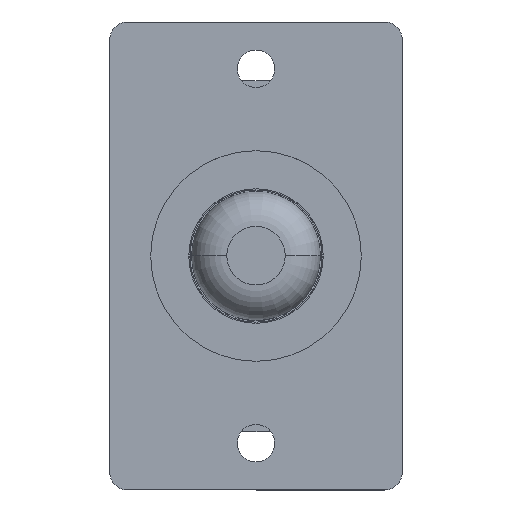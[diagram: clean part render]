
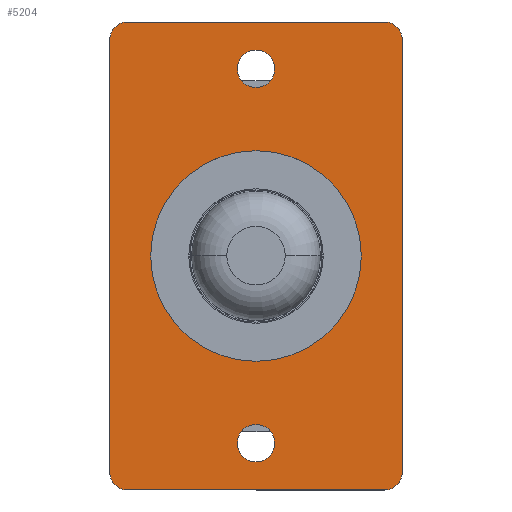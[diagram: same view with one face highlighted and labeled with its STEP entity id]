
A CAD part, top view. The second image highlights one B-rep face of the part: STEP entity #5204.
In plain terms, the highlighted planar face has unit normal (0, 0, 1).
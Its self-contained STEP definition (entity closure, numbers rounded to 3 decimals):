
#1300 = VECTOR ( 'NONE', #4663, 1000. ) ;
#1538 = VERTEX_POINT ( 'NONE', #4561 ) ;
#1539 = VERTEX_POINT ( 'NONE', #4562 ) ;
#1542 = VERTEX_POINT ( 'NONE', #4565 ) ;
#1543 = VERTEX_POINT ( 'NONE', #4566 ) ;
#1546 = VERTEX_POINT ( 'NONE', #4569 ) ;
#1547 = VERTEX_POINT ( 'NONE', #4570 ) ;
#1576 = VERTEX_POINT ( 'NONE', #4599 ) ;
#1577 = VERTEX_POINT ( 'NONE', #4600 ) ;
#1580 = VERTEX_POINT ( 'NONE', #4603 ) ;
#1581 = VERTEX_POINT ( 'NONE', #4604 ) ;
#1582 = VERTEX_POINT ( 'NONE', #4605 ) ;
#1583 = VERTEX_POINT ( 'NONE', #4606 ) ;
#1586 = VERTEX_POINT ( 'NONE', #4609 ) ;
#1587 = VERTEX_POINT ( 'NONE', #4610 ) ;
#1675 = ORIENTED_EDGE ( 'NONE', *, *, #5260, .F. ) ;
#1676 = ORIENTED_EDGE ( 'NONE', *, *, #5250, .F. ) ;
#1677 = ORIENTED_EDGE ( 'NONE', *, *, #5259, .F. ) ;
#1679 = ORIENTED_EDGE ( 'NONE', *, *, #5254, .F. ) ;
#1681 = ORIENTED_EDGE ( 'NONE', *, *, #5258, .F. ) ;
#1867 = ORIENTED_EDGE ( 'NONE', *, *, #1901, .T. ) ;
#1868 = ORIENTED_EDGE ( 'NONE', *, *, #1885, .T. ) ;
#1869 = ORIENTED_EDGE ( 'NONE', *, *, #1889, .T. ) ;
#1870 = ORIENTED_EDGE ( 'NONE', *, *, #1891, .T. ) ;
#1871 = ORIENTED_EDGE ( 'NONE', *, *, #1882, .T. ) ;
#1872 = ORIENTED_EDGE ( 'NONE', *, *, #1896, .T. ) ;
#1873 = ORIENTED_EDGE ( 'NONE', *, *, #5332, .T. ) ;
#1874 = ORIENTED_EDGE ( 'NONE', *, *, #5331, .T. ) ;
#1875 = ORIENTED_EDGE ( 'NONE', *, *, #5334, .F. ) ;
#1882 = EDGE_CURVE ( 'NONE', #1580, #1576, #4652, .T. ) ;
#1885 = EDGE_CURVE ( 'NONE', #1586, #1583, #4661, .T. ) ;
#1889 = EDGE_CURVE ( 'NONE', #1583, #1582, #5441, .T. ) ;
#1891 = EDGE_CURVE ( 'NONE', #1582, #1581, #4679, .T. ) ;
#1896 = EDGE_CURVE ( 'NONE', #1576, #1577, #5440, .T. ) ;
#1901 = EDGE_CURVE ( 'NONE', #1581, #1580, #5443, .T. ) ;
#2005 = CARTESIAN_POINT ( 'NONE',  ( 0., 0., 0. ) ) ;
#2006 = DIRECTION ( 'NONE',  ( 0., 0., 1. ) ) ;
#2007 = DIRECTION ( 'NONE',  ( 1., 0., 0. ) ) ;
#2017 = CARTESIAN_POINT ( 'NONE',  ( 0., -16., 0. ) ) ;
#2018 = DIRECTION ( 'NONE',  ( 0., 0., 1. ) ) ;
#2019 = DIRECTION ( 'NONE',  ( 1., 0., 0. ) ) ;
#2029 = CARTESIAN_POINT ( 'NONE',  ( 0., 16., 0. ) ) ;
#2030 = DIRECTION ( 'NONE',  ( 0., 0., 1. ) ) ;
#2031 = DIRECTION ( 'NONE',  ( 1., 0., 0. ) ) ;
#2032 = CARTESIAN_POINT ( 'NONE',  ( 0., -16., 0. ) ) ;
#2033 = DIRECTION ( 'NONE',  ( 0., 0., 1. ) ) ;
#2034 = DIRECTION ( 'NONE',  ( 1., 0., 0. ) ) ;
#2035 = CARTESIAN_POINT ( 'NONE',  ( 0., 16., 0. ) ) ;
#2036 = DIRECTION ( 'NONE',  ( 0., 0., 1. ) ) ;
#2037 = DIRECTION ( 'NONE',  ( 1., 0., 0. ) ) ;
#2263 = CARTESIAN_POINT ( 'NONE',  ( -11., 18.5, 0. ) ) ;
#2270 = DIRECTION ( 'NONE',  ( 0., 0., 1. ) ) ;
#2271 = DIRECTION ( 'NONE',  ( 1., 0., 0. ) ) ;
#2272 = CARTESIAN_POINT ( 'NONE',  ( 0., 0., 0. ) ) ;
#2273 = LINE ( 'NONE', #2274, #4158 ) ;
#2274 = CARTESIAN_POINT ( 'NONE',  ( -11., 20., 0. ) ) ;
#2275 = DIRECTION ( 'NONE',  ( -1., 0., 0. ) ) ;
#2279 = DIRECTION ( 'NONE',  ( 0., 0., 1. ) ) ;
#2280 = DIRECTION ( 'NONE',  ( 1., 0., 0. ) ) ;
#2909 = AXIS2_PLACEMENT_3D ( 'NONE', #2263, #2270, #2271 ) ;
#2913 = AXIS2_PLACEMENT_3D ( 'NONE', #2272, #2279, #2280 ) ;
#3453 = PLANE ( 'NONE',  #5576 ) ;
#3454 = CARTESIAN_POINT ( 'NONE',  ( 11., 18.5, 0. ) ) ;
#3455 = DIRECTION ( 'NONE',  ( 0., 0., -1. ) ) ;
#3456 = DIRECTION ( 'NONE',  ( -1., 0., 0. ) ) ;
#3600 = EDGE_LOOP ( 'NONE', ( #1868, #1869, #1870, #1867, #1871, #1872, #1873, #1874 ) ) ;
#3601 = EDGE_LOOP ( 'NONE', ( #1875, #1676 ) ) ;
#3602 = EDGE_LOOP ( 'NONE', ( #1677, #1679 ) ) ;
#3603 = EDGE_LOOP ( 'NONE', ( #1675, #1681 ) ) ;
#4158 = VECTOR ( 'NONE', #2275, 1000. ) ;
#4561 = CARTESIAN_POINT ( 'NONE',  ( -9., 0., 0. ) ) ;
#4562 = CARTESIAN_POINT ( 'NONE',  ( 9., 0., 0. ) ) ;
#4565 = CARTESIAN_POINT ( 'NONE',  ( -1.6, -16., 0. ) ) ;
#4566 = CARTESIAN_POINT ( 'NONE',  ( 1.6, -16., 0. ) ) ;
#4569 = CARTESIAN_POINT ( 'NONE',  ( -1.6, 16., 0. ) ) ;
#4570 = CARTESIAN_POINT ( 'NONE',  ( 1.6, 16., 0. ) ) ;
#4599 = CARTESIAN_POINT ( 'NONE',  ( 12.5, 18.5, 0. ) ) ;
#4600 = CARTESIAN_POINT ( 'NONE',  ( 11., 20., 0. ) ) ;
#4603 = CARTESIAN_POINT ( 'NONE',  ( 12.5, -18.5, 0. ) ) ;
#4604 = CARTESIAN_POINT ( 'NONE',  ( 11., -20., 0. ) ) ;
#4605 = CARTESIAN_POINT ( 'NONE',  ( -11., -20., 0. ) ) ;
#4606 = CARTESIAN_POINT ( 'NONE',  ( -12.5, -18.5, 0. ) ) ;
#4609 = CARTESIAN_POINT ( 'NONE',  ( -12.5, 18.5, 0. ) ) ;
#4610 = CARTESIAN_POINT ( 'NONE',  ( -11., 20., 0. ) ) ;
#4652 = LINE ( 'NONE', #4653, #5512 ) ;
#4653 = CARTESIAN_POINT ( 'NONE',  ( 12.5, 18.5, 0. ) ) ;
#4654 = DIRECTION ( 'NONE',  ( 0., 1., 0. ) ) ;
#4660 = CARTESIAN_POINT ( 'NONE',  ( -11., -18.5, 0. ) ) ;
#4661 = LINE ( 'NONE', #4662, #1300 ) ;
#4662 = CARTESIAN_POINT ( 'NONE',  ( -12.5, 18.5, 0. ) ) ;
#4663 = DIRECTION ( 'NONE',  ( 0., -1., 0. ) ) ;
#4673 = DIRECTION ( 'NONE',  ( 0., 0., 1. ) ) ;
#4674 = DIRECTION ( 'NONE',  ( 1., 0., 0. ) ) ;
#4675 = CARTESIAN_POINT ( 'NONE',  ( 11., 18.5, 0. ) ) ;
#4679 = LINE ( 'NONE', #4680, #5521 ) ;
#4680 = CARTESIAN_POINT ( 'NONE',  ( -11., -20., 0. ) ) ;
#4681 = DIRECTION ( 'NONE',  ( 1., 0., 0. ) ) ;
#4694 = DIRECTION ( 'NONE',  ( 0., 0., 1. ) ) ;
#4695 = DIRECTION ( 'NONE',  ( -1., 0., 0. ) ) ;
#4702 = CARTESIAN_POINT ( 'NONE',  ( 11., -18.5, 0. ) ) ;
#4709 = DIRECTION ( 'NONE',  ( 0., 0., 1. ) ) ;
#4710 = DIRECTION ( 'NONE',  ( 1., 0., 0. ) ) ;
#5204 = ADVANCED_FACE ( 'NONE', ( #5575, #5578, #5581, #5583 ), #3453, .F. ) ;
#5250 = EDGE_CURVE ( 'NONE', #1538, #1539, #5659, .T. ) ;
#5254 = EDGE_CURVE ( 'NONE', #1542, #1543, #5661, .T. ) ;
#5258 = EDGE_CURVE ( 'NONE', #1546, #1547, #5663, .T. ) ;
#5259 = EDGE_CURVE ( 'NONE', #1543, #1542, #5664, .T. ) ;
#5260 = EDGE_CURVE ( 'NONE', #1547, #1546, #5665, .T. ) ;
#5331 = EDGE_CURVE ( 'NONE', #1587, #1586, #5681, .T. ) ;
#5332 = EDGE_CURVE ( 'NONE', #1577, #1587, #2273, .T. ) ;
#5334 = EDGE_CURVE ( 'NONE', #1539, #1538, #5682, .T. ) ;
#5440 = CIRCLE ( 'NONE', #5527, 1.5 ) ;
#5441 = CIRCLE ( 'NONE', #5516, 1.5 ) ;
#5443 = CIRCLE ( 'NONE', #5532, 1.5 ) ;
#5512 = VECTOR ( 'NONE', #4654, 1000. ) ;
#5516 = AXIS2_PLACEMENT_3D ( 'NONE', #4660, #4673, #4674 ) ;
#5521 = VECTOR ( 'NONE', #4681, 1000. ) ;
#5527 = AXIS2_PLACEMENT_3D ( 'NONE', #4675, #4694, #4695 ) ;
#5532 = AXIS2_PLACEMENT_3D ( 'NONE', #4702, #4709, #4710 ) ;
#5575 = FACE_OUTER_BOUND ( 'NONE', #3600, .T. ) ;
#5576 = AXIS2_PLACEMENT_3D ( 'NONE', #3454, #3455, #3456 ) ;
#5578 = FACE_BOUND ( 'NONE', #3601, .T. ) ;
#5581 = FACE_BOUND ( 'NONE', #3602, .T. ) ;
#5583 = FACE_BOUND ( 'NONE', #3603, .T. ) ;
#5630 = AXIS2_PLACEMENT_3D ( 'NONE', #2035, #2036, #2037 ) ;
#5636 = AXIS2_PLACEMENT_3D ( 'NONE', #2005, #2006, #2007 ) ;
#5640 = AXIS2_PLACEMENT_3D ( 'NONE', #2017, #2018, #2019 ) ;
#5641 = AXIS2_PLACEMENT_3D ( 'NONE', #2032, #2033, #2034 ) ;
#5645 = AXIS2_PLACEMENT_3D ( 'NONE', #2029, #2030, #2031 ) ;
#5659 = CIRCLE ( 'NONE', #5636, 9. ) ;
#5661 = CIRCLE ( 'NONE', #5640, 1.6 ) ;
#5663 = CIRCLE ( 'NONE', #5645, 1.6 ) ;
#5664 = CIRCLE ( 'NONE', #5641, 1.6 ) ;
#5665 = CIRCLE ( 'NONE', #5630, 1.6 ) ;
#5681 = CIRCLE ( 'NONE', #2909, 1.5 ) ;
#5682 = CIRCLE ( 'NONE', #2913, 9. ) ;
